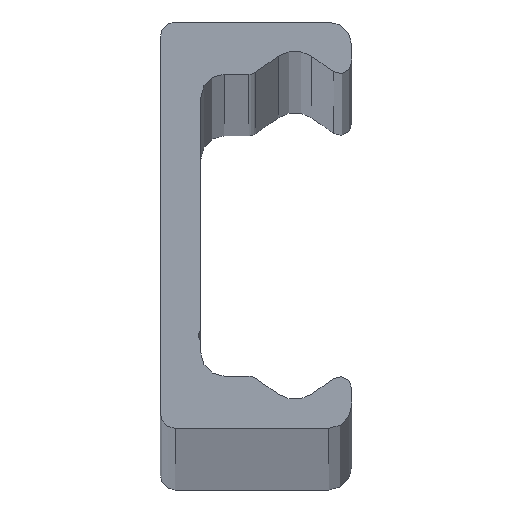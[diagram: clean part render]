
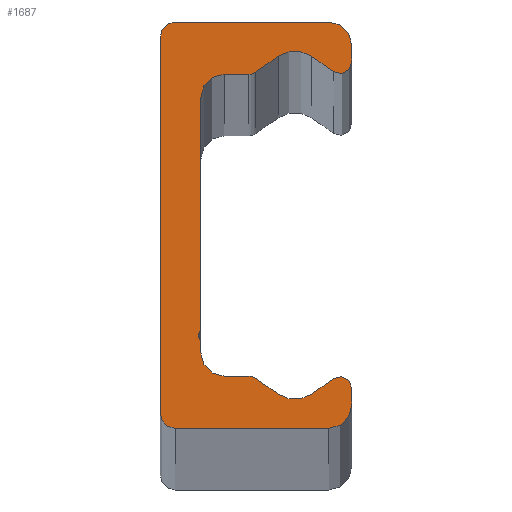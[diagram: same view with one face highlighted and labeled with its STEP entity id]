
A CAD part, top view. The second image highlights one B-rep face of the part: STEP entity #1687.
In plain terms, the highlighted planar face has unit normal (0, 0, 1).
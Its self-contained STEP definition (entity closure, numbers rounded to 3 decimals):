
#34=VECTOR('',#2314,1.);
#39=VECTOR('',#2326,1.);
#43=VECTOR('',#2337,1.);
#47=VECTOR('',#2348,1.);
#51=VECTOR('',#2359,1.);
#55=VECTOR('',#2370,1.);
#59=VECTOR('',#2381,1.);
#63=VECTOR('',#2392,1.);
#67=VECTOR('',#2403,1.);
#71=VECTOR('',#2414,1.);
#75=VECTOR('',#2425,1.);
#79=VECTOR('',#2436,1.);
#83=VECTOR('',#2447,1.);
#86=LINE('',#2763,#34);
#91=LINE('',#2778,#39);
#95=LINE('',#2790,#43);
#99=LINE('',#2802,#47);
#103=LINE('',#2814,#51);
#107=LINE('',#2826,#55);
#111=LINE('',#2838,#59);
#115=LINE('',#2850,#63);
#119=LINE('',#2862,#67);
#123=LINE('',#2874,#71);
#127=LINE('',#2886,#75);
#131=LINE('',#2898,#79);
#135=LINE('',#2910,#83);
#151=PLANE('',#1931);
#305=VERTEX_POINT('',#2764);
#306=VERTEX_POINT('',#2765);
#309=VERTEX_POINT('',#2773);
#311=VERTEX_POINT('',#2779);
#313=VERTEX_POINT('',#2785);
#315=VERTEX_POINT('',#2791);
#317=VERTEX_POINT('',#2797);
#319=VERTEX_POINT('',#2803);
#321=VERTEX_POINT('',#2809);
#323=VERTEX_POINT('',#2815);
#325=VERTEX_POINT('',#2821);
#327=VERTEX_POINT('',#2827);
#329=VERTEX_POINT('',#2833);
#331=VERTEX_POINT('',#2839);
#333=VERTEX_POINT('',#2845);
#335=VERTEX_POINT('',#2851);
#337=VERTEX_POINT('',#2857);
#339=VERTEX_POINT('',#2863);
#341=VERTEX_POINT('',#2869);
#343=VERTEX_POINT('',#2875);
#345=VERTEX_POINT('',#2881);
#347=VERTEX_POINT('',#2887);
#349=VERTEX_POINT('',#2893);
#351=VERTEX_POINT('',#2899);
#353=VERTEX_POINT('',#2905);
#355=VERTEX_POINT('',#2911);
#471=CIRCLE('',#1881,2.);
#473=CIRCLE('',#1885,1.);
#475=CIRCLE('',#1889,2.5);
#477=CIRCLE('',#1893,1.);
#479=CIRCLE('',#1897,2.);
#481=CIRCLE('',#1901,0.5);
#483=CIRCLE('',#1905,2.);
#485=CIRCLE('',#1909,1.);
#487=CIRCLE('',#1913,2.5);
#489=CIRCLE('',#1917,1.);
#491=CIRCLE('',#1921,2.);
#493=CIRCLE('',#1925,1.3);
#495=CIRCLE('',#1929,1.3);
#611=EDGE_CURVE('',#305,#306,#86,.T.);
#615=EDGE_CURVE('',#306,#309,#471,.T.);
#618=EDGE_CURVE('',#309,#311,#91,.T.);
#621=EDGE_CURVE('',#311,#313,#473,.T.);
#624=EDGE_CURVE('',#313,#315,#95,.T.);
#627=EDGE_CURVE('',#315,#317,#475,.T.);
#630=EDGE_CURVE('',#317,#319,#99,.T.);
#633=EDGE_CURVE('',#319,#321,#477,.T.);
#636=EDGE_CURVE('',#321,#323,#103,.T.);
#639=EDGE_CURVE('',#323,#325,#479,.T.);
#642=EDGE_CURVE('',#325,#327,#107,.T.);
#645=EDGE_CURVE('',#327,#329,#481,.T.);
#648=EDGE_CURVE('',#329,#331,#111,.T.);
#651=EDGE_CURVE('',#331,#333,#483,.T.);
#654=EDGE_CURVE('',#333,#335,#115,.T.);
#657=EDGE_CURVE('',#335,#337,#485,.T.);
#660=EDGE_CURVE('',#337,#339,#119,.T.);
#663=EDGE_CURVE('',#339,#341,#487,.T.);
#666=EDGE_CURVE('',#341,#343,#123,.T.);
#669=EDGE_CURVE('',#343,#345,#489,.T.);
#672=EDGE_CURVE('',#345,#347,#127,.T.);
#675=EDGE_CURVE('',#347,#349,#491,.T.);
#678=EDGE_CURVE('',#349,#351,#131,.T.);
#681=EDGE_CURVE('',#351,#353,#493,.T.);
#684=EDGE_CURVE('',#353,#355,#135,.T.);
#687=EDGE_CURVE('',#355,#305,#495,.T.);
#1021=ORIENTED_EDGE('',*,*,#611,.F.);
#1022=ORIENTED_EDGE('',*,*,#687,.F.);
#1023=ORIENTED_EDGE('',*,*,#684,.F.);
#1024=ORIENTED_EDGE('',*,*,#681,.F.);
#1025=ORIENTED_EDGE('',*,*,#678,.F.);
#1026=ORIENTED_EDGE('',*,*,#675,.F.);
#1027=ORIENTED_EDGE('',*,*,#672,.F.);
#1028=ORIENTED_EDGE('',*,*,#669,.F.);
#1029=ORIENTED_EDGE('',*,*,#666,.F.);
#1030=ORIENTED_EDGE('',*,*,#663,.F.);
#1031=ORIENTED_EDGE('',*,*,#660,.F.);
#1032=ORIENTED_EDGE('',*,*,#657,.F.);
#1033=ORIENTED_EDGE('',*,*,#654,.F.);
#1034=ORIENTED_EDGE('',*,*,#651,.F.);
#1035=ORIENTED_EDGE('',*,*,#648,.F.);
#1036=ORIENTED_EDGE('',*,*,#645,.F.);
#1037=ORIENTED_EDGE('',*,*,#642,.F.);
#1038=ORIENTED_EDGE('',*,*,#639,.F.);
#1039=ORIENTED_EDGE('',*,*,#636,.F.);
#1040=ORIENTED_EDGE('',*,*,#633,.F.);
#1041=ORIENTED_EDGE('',*,*,#630,.F.);
#1042=ORIENTED_EDGE('',*,*,#627,.F.);
#1043=ORIENTED_EDGE('',*,*,#624,.F.);
#1044=ORIENTED_EDGE('',*,*,#621,.F.);
#1045=ORIENTED_EDGE('',*,*,#618,.F.);
#1046=ORIENTED_EDGE('',*,*,#615,.F.);
#1327=EDGE_LOOP('',(#1021,#1022,#1023,#1024,#1025,#1026,#1027,#1028,#1029,
#1030,#1031,#1032,#1033,#1034,#1035,#1036,#1037,#1038,#1039,#1040,#1041,
#1042,#1043,#1044,#1045,#1046));
#1583=FACE_BOUND('',#1327,.T.);
#1687=ADVANCED_FACE('',(#1583),#151,.T.);
#1881=AXIS2_PLACEMENT_3D('',#2772,#2320,#2321);
#1885=AXIS2_PLACEMENT_3D('',#2784,#2331,#2332);
#1889=AXIS2_PLACEMENT_3D('',#2796,#2342,#2343);
#1893=AXIS2_PLACEMENT_3D('',#2808,#2353,#2354);
#1897=AXIS2_PLACEMENT_3D('',#2820,#2364,#2365);
#1901=AXIS2_PLACEMENT_3D('',#2832,#2375,#2376);
#1905=AXIS2_PLACEMENT_3D('',#2844,#2386,#2387);
#1909=AXIS2_PLACEMENT_3D('',#2856,#2397,#2398);
#1913=AXIS2_PLACEMENT_3D('',#2868,#2408,#2409);
#1917=AXIS2_PLACEMENT_3D('',#2880,#2419,#2420);
#1921=AXIS2_PLACEMENT_3D('',#2892,#2430,#2431);
#1925=AXIS2_PLACEMENT_3D('',#2904,#2441,#2442);
#1929=AXIS2_PLACEMENT_3D('',#2916,#2452,#2453);
#1931=AXIS2_PLACEMENT_3D('',#2918,#2456,$);
#2314=DIRECTION('',(1.,0.,0.));
#2320=DIRECTION('',(0.,0.,-1.));
#2321=DIRECTION('',(2.,0.,0.));
#2326=DIRECTION('',(0.,-1.,0.));
#2331=DIRECTION('',(0.,0.,-1.));
#2332=DIRECTION('',(1.,0.,0.));
#2337=DIRECTION('',(-0.819,0.574,0.));
#2342=DIRECTION('',(0.,0.,1.));
#2343=DIRECTION('',(2.5,0.,0.));
#2348=DIRECTION('',(-0.819,-0.574,0.));
#2353=DIRECTION('',(0.,0.,-1.));
#2354=DIRECTION('',(1.,0.,0.));
#2359=DIRECTION('',(-1.,0.,0.));
#2364=DIRECTION('',(0.,0.,1.));
#2365=DIRECTION('',(2.,0.,0.));
#2370=DIRECTION('',(0.,-1.,0.));
#2375=DIRECTION('',(0.,0.,1.));
#2376=DIRECTION('',(0.5,0.,0.));
#2381=DIRECTION('',(0.,-1.,0.));
#2386=DIRECTION('',(0.,0.,1.));
#2387=DIRECTION('',(2.,0.,0.));
#2392=DIRECTION('',(1.,0.,0.));
#2397=DIRECTION('',(0.,0.,-1.));
#2398=DIRECTION('',(1.,0.,0.));
#2403=DIRECTION('',(0.819,-0.574,0.));
#2408=DIRECTION('',(0.,0.,1.));
#2409=DIRECTION('',(2.5,0.,0.));
#2414=DIRECTION('',(0.819,0.574,0.));
#2419=DIRECTION('',(0.,0.,-1.));
#2420=DIRECTION('',(1.,0.,0.));
#2425=DIRECTION('',(0.,-1.,0.));
#2430=DIRECTION('',(0.,0.,-1.));
#2431=DIRECTION('',(2.,0.,0.));
#2436=DIRECTION('',(-1.,0.,0.));
#2441=DIRECTION('',(0.,0.,-1.));
#2442=DIRECTION('',(1.3,0.,0.));
#2447=DIRECTION('',(0.,1.,0.));
#2452=DIRECTION('',(0.,0.,-1.));
#2453=DIRECTION('',(1.3,0.,0.));
#2456=DIRECTION('',(0.,0.,1.));
#2763=CARTESIAN_POINT('',(14.5,17.5,3040.));
#2764=CARTESIAN_POINT('',(1.3,17.5,3040.));
#2765=CARTESIAN_POINT('',(14.5,17.5,3040.));
#2772=CARTESIAN_POINT('',(14.5,15.5,3040.));
#2773=CARTESIAN_POINT('',(16.5,15.5,3040.));
#2778=CARTESIAN_POINT('',(16.5,14.042,3040.));
#2779=CARTESIAN_POINT('',(16.5,14.042,3040.));
#2784=CARTESIAN_POINT('',(15.5,14.042,3040.));
#2785=CARTESIAN_POINT('',(14.926,13.223,3040.));
#2790=CARTESIAN_POINT('',(13.034,14.548,3040.));
#2791=CARTESIAN_POINT('',(13.034,14.548,3040.));
#2796=CARTESIAN_POINT('',(11.6,12.5,3040.));
#2797=CARTESIAN_POINT('',(10.166,14.548,3040.));
#2802=CARTESIAN_POINT('',(8.214,13.181,3040.));
#2803=CARTESIAN_POINT('',(8.214,13.181,3040.));
#2808=CARTESIAN_POINT('',(7.64,14.,3040.));
#2809=CARTESIAN_POINT('',(7.64,13.,3040.));
#2814=CARTESIAN_POINT('',(5.5,13.,3040.));
#2815=CARTESIAN_POINT('',(5.5,13.,3040.));
#2820=CARTESIAN_POINT('',(5.5,11.,3040.));
#2821=CARTESIAN_POINT('',(3.5,11.,3040.));
#2826=CARTESIAN_POINT('',(3.5,-9.067,3040.));
#2827=CARTESIAN_POINT('',(3.5,-9.067,3040.));
#2832=CARTESIAN_POINT('',(3.75,-9.5,3040.));
#2833=CARTESIAN_POINT('',(3.5,-9.933,3040.));
#2838=CARTESIAN_POINT('',(3.5,-11.,3040.));
#2839=CARTESIAN_POINT('',(3.5,-11.,3040.));
#2844=CARTESIAN_POINT('',(5.5,-11.,3040.));
#2845=CARTESIAN_POINT('',(5.5,-13.,3040.));
#2850=CARTESIAN_POINT('',(7.64,-13.,3040.));
#2851=CARTESIAN_POINT('',(7.64,-13.,3040.));
#2856=CARTESIAN_POINT('',(7.64,-14.,3040.));
#2857=CARTESIAN_POINT('',(8.214,-13.181,3040.));
#2862=CARTESIAN_POINT('',(10.166,-14.548,3040.));
#2863=CARTESIAN_POINT('',(10.166,-14.548,3040.));
#2868=CARTESIAN_POINT('',(11.6,-12.5,3040.));
#2869=CARTESIAN_POINT('',(13.034,-14.548,3040.));
#2874=CARTESIAN_POINT('',(14.926,-13.223,3040.));
#2875=CARTESIAN_POINT('',(14.926,-13.223,3040.));
#2880=CARTESIAN_POINT('',(15.5,-14.042,3040.));
#2881=CARTESIAN_POINT('',(16.5,-14.042,3040.));
#2886=CARTESIAN_POINT('',(16.5,-15.5,3040.));
#2887=CARTESIAN_POINT('',(16.5,-15.5,3040.));
#2892=CARTESIAN_POINT('',(14.5,-15.5,3040.));
#2893=CARTESIAN_POINT('',(14.5,-17.5,3040.));
#2898=CARTESIAN_POINT('',(1.3,-17.5,3040.));
#2899=CARTESIAN_POINT('',(1.3,-17.5,3040.));
#2904=CARTESIAN_POINT('',(1.3,-16.2,3040.));
#2905=CARTESIAN_POINT('',(0.,-16.2,3040.));
#2910=CARTESIAN_POINT('',(0.,16.2,3040.));
#2911=CARTESIAN_POINT('',(0.,16.2,3040.));
#2916=CARTESIAN_POINT('',(1.3,16.2,3040.));
#2918=CARTESIAN_POINT('',(5.942,-0.014,3040.));
